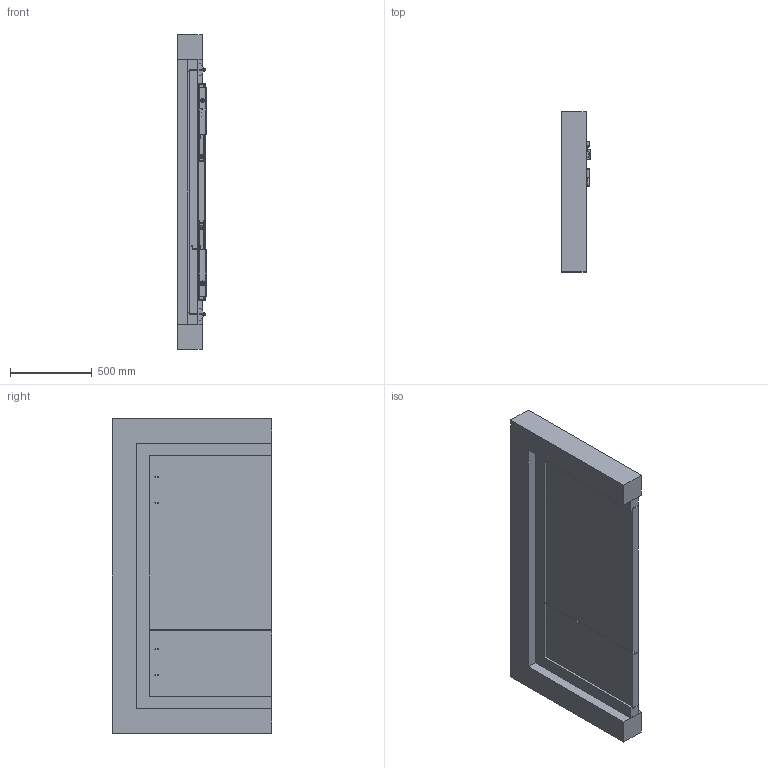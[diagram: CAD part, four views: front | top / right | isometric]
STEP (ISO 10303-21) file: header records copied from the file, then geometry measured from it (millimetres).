
FILE_DESCRIPTION(('CoCreate Modeling STEP Export'),'2;1');
FILE_NAME('TS5000_E_ISM_20540-K-007_M_Montageplatte.stp','2011-04-21T13:34:15',(''),(''),'CoCreate Modeling STEP processor for AP214 (Solid Model)','CoCreate Modeling 17.0B 09-Oct-2010 (C) Parametric Technology GmbH','');
FILE_SCHEMA(('AUTOMOTIVE_DESIGN { 1 0 10303 214 1 1 1 1 }'));
Length unit declared in the file: millimetre
Products named in the file (43): Türblatt_SF; SF_TF; Türblatt_GF; Gf_TF; Rahmen; Band_SF.1; Band_GF.1; Band_GF; Band_SF; Baender; T1; Mauerwerk; Holztuer_Schliesser_TS5000; 20540-6-0926.1; 20540-1-0141_Zubehoer-Sichtkappen_40mm.1; 20540-2-0308.1; 20525-2-0211.1; 20525-2-0211; 20540-2-0307.1.1; 20540-2-0307.1; Einzelteile; Flachkopfschraube_ISO7045_M4x8H.2; ABC-Spax_5x55.3; Spannscheibe_DIN_6796-5-FST.1; Schraube_DIN912_M6x45_Mat_057153.1; 20540-1-0139_Schraubenzubehoer_E-ISM_ISM; 20540-2-0304.1; 20540-6-0865.1.1; 20540-1-0132_GF_RIS_EIS.1; 20540-2-0305.2; 20540-6-0865.1; 20540-1-0133_SF_RIS_EIS.1; TS5000_E-IS-Gleitschiene; 91420A330.1.1.1; MONTAGEPLATTE_TS4000_TS5000.1; 20520-2-2170.1; 20510-2-2036_EZ1.1; TS5000; 20510-2-2036_EZ1.1.1; 20520-2-2170.1.1 ...
Assembly tree (59 placements, depth 5):
  TS5000_20540-K-007
    TS5000
      TS5000.1.1
        20520-2-2170.1.1
        20510-2-2036_EZ1.1.1
      TS5000
        20510-2-2036_EZ1.1
        20520-2-2170.1
    MONTAGEPLATTE_TS4000_TS5000.1  x2
    91420A330.1.1.1  x8
    TS5000_E-IS-Gleitschiene
      20540-1-0133_SF_RIS_EIS.1
        20540-6-0865.1
        20540-2-0305.2
      20540-1-0132_GF_RIS_EIS.1
        20540-6-0865.1.1
        20540-2-0304.1
      20540-1-0139_Schraubenzubehoer_E-ISM_ISM
        ABC-Spax_5x55.3  x4
        Schraube_DIN912_M6x45_Mat_057153.1  x2
        Spannscheibe_DIN_6796-5-FST.1  x4
        Flachkopfschraube_ISO7045_M4x8H.2  x2
      Einzelteile
        20540-2-0307.1
        20540-2-0307.1.1
        20525-2-0211
        20525-2-0211.1
        20540-2-0308.1
        20540-1-0141_Zubehoer-Sichtkappen_40mm.1
          20540-6-0926.1  x2
    Holztuer_Schliesser_TS5000
      Mauerwerk
      T1
      Baender
        Band_SF
        Band_GF
        Band_GF.1
        Band_SF.1
      Rahmen
      Gf_TF
        Türblatt_GF
      SF_TF
        Türblatt_SF
Bounding box: 176.43 x 980 x 1928 mm (x, y, z)
Volume: 153358764.3 mm3; surface area: 6519003 mm2
Topology: 45 solids, 49 shells, 7349 faces, 19585 edges, 12572 vertices
Faces by surface type: plane 3907, cylinder 1792, cone 1126, extrusion 352, torus 156, sphere 16
Entity records: 142620 total; most frequent: CARTESIAN_POINT 49926, ORIENTED_EDGE 20038, DIRECTION 16671, EDGE_CURVE 10019, VECTOR 7187, LINE 6835, VERTEX_POINT 6545, AXIS2_PLACEMENT_3D 4742
